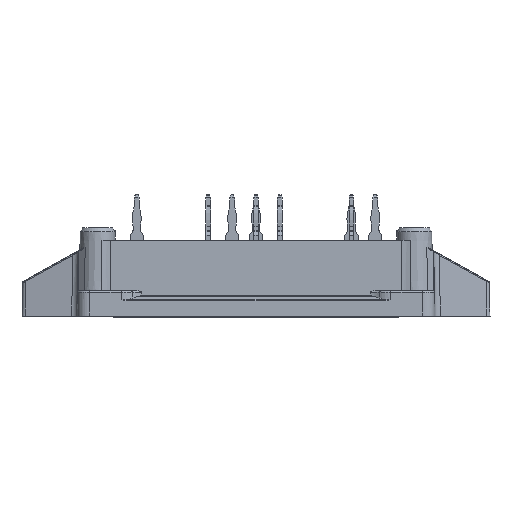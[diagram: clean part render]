
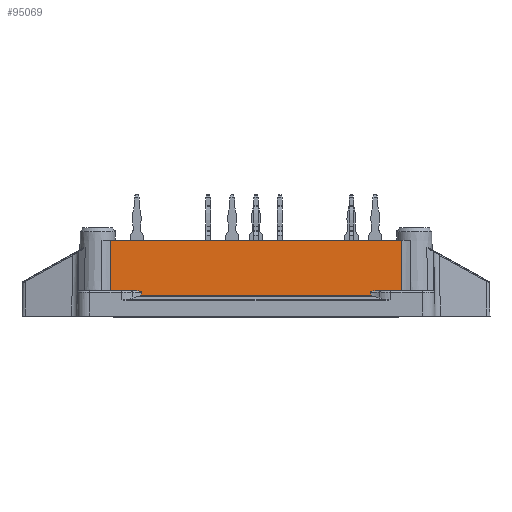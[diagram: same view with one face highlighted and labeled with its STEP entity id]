
A CAD part, front view. The second image highlights one B-rep face of the part: STEP entity #95069.
In plain terms, the highlighted planar face has unit normal (0, -1, 0.018).
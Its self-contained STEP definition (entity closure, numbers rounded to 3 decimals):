
#5002=B_SPLINE_CURVE_WITH_KNOTS('',3,(#131917,#131918,#131919,#131920),
 .UNSPECIFIED.,.F.,.F.,(4,4),(0.001,0.001),
 .UNSPECIFIED.);
#5003=B_SPLINE_CURVE_WITH_KNOTS('',3,(#131925,#131926,#131927,#131928),
 .UNSPECIFIED.,.F.,.F.,(4,4),(0.,0.001),
 .UNSPECIFIED.);
#5004=B_SPLINE_CURVE_WITH_KNOTS('',3,(#131930,#131931,#131932,#131933,#131934,
#131935,#131936,#131937),.UNSPECIFIED.,.F.,.F.,(4,1,1,1,1,4),(0.,
0.,0.,0.,0.001,
0.001),.UNSPECIFIED.);
#5005=B_SPLINE_CURVE_WITH_KNOTS('',3,(#131941,#131942,#131943,#131944),
 .UNSPECIFIED.,.F.,.F.,(4,4),(0.,0.007),.UNSPECIFIED.);
#5006=B_SPLINE_CURVE_WITH_KNOTS('',3,(#131945,#131946,#131947,#131948),
 .UNSPECIFIED.,.F.,.F.,(4,4),(0.,0.007),
 .UNSPECIFIED.);
#5007=B_SPLINE_CURVE_WITH_KNOTS('',3,(#131952,#131953,#131954,#131955,#131956,
#131957,#131958),.UNSPECIFIED.,.F.,.F.,(4,1,1,1,4),(0.,0.,
0.001,0.001,0.001),
 .UNSPECIFIED.);
#7610=ORIENTED_EDGE('',*,*,#27705,.F.);
#7611=ORIENTED_EDGE('',*,*,#27706,.T.);
#7612=ORIENTED_EDGE('',*,*,#27707,.F.);
#7613=ORIENTED_EDGE('',*,*,#27708,.T.);
#7614=ORIENTED_EDGE('',*,*,#27709,.T.);
#7615=ORIENTED_EDGE('',*,*,#27710,.T.);
#7616=ORIENTED_EDGE('',*,*,#26110,.F.);
#7617=ORIENTED_EDGE('',*,*,#27711,.T.);
#7618=ORIENTED_EDGE('',*,*,#27712,.F.);
#7619=ORIENTED_EDGE('',*,*,#27713,.T.);
#26110=EDGE_CURVE('',#36218,#36219,#42266,.T.);
#27705=EDGE_CURVE('',#37716,#37717,#5002,.T.);
#27706=EDGE_CURVE('',#37716,#37718,#43014,.T.);
#27707=EDGE_CURVE('',#37719,#37718,#5003,.T.);
#27708=EDGE_CURVE('',#37719,#37720,#5004,.T.);
#27709=EDGE_CURVE('',#37720,#37721,#43015,.T.);
#27710=EDGE_CURVE('',#37721,#36219,#5005,.T.);
#27711=EDGE_CURVE('',#36218,#37722,#5006,.T.);
#27712=EDGE_CURVE('',#37723,#37722,#43016,.T.);
#27713=EDGE_CURVE('',#37723,#37717,#5007,.T.);
#36218=VERTEX_POINT('',#128117);
#36219=VERTEX_POINT('',#128119);
#37716=VERTEX_POINT('',#131921);
#37717=VERTEX_POINT('',#131922);
#37718=VERTEX_POINT('',#131924);
#37719=VERTEX_POINT('',#131929);
#37720=VERTEX_POINT('',#131938);
#37721=VERTEX_POINT('',#131940);
#37722=VERTEX_POINT('',#131949);
#37723=VERTEX_POINT('',#131951);
#42266=LINE('',#128118,#48946);
#43014=LINE('',#131923,#49694);
#43015=LINE('',#131939,#49695);
#43016=LINE('',#131950,#49696);
#48946=VECTOR('',#106837,1000.);
#49694=VECTOR('',#109241,1000.);
#49695=VECTOR('',#109242,1000.);
#49696=VECTOR('',#109243,1000.);
#55711=EDGE_LOOP('',(#7610,#7611,#7612,#7613,#7614,#7615,#7616,#7617,#7618,
#7619));
#60061=FACE_BOUND('',#55711,.T.);
#64190=PLANE('',#100100);
#95069=ADVANCED_FACE('',(#60061),#64190,.T.);
#100100=AXIS2_PLACEMENT_3D('',#131916,#109239,#109240);
#106837=DIRECTION('',(1.,0.,0.));
#109239=DIRECTION('',(0.,-1.,0.017));
#109240=DIRECTION('',(0.,-0.017,-1.));
#109241=DIRECTION('',(1.,0.,0.));
#109242=DIRECTION('',(1.,0.,0.));
#109243=DIRECTION('',(-1.,0.,0.));
#128117=CARTESIAN_POINT('',(-19.525,-27.653,10.2));
#128118=CARTESIAN_POINT('',(-26.5,-27.653,10.2));
#128119=CARTESIAN_POINT('',(19.525,-27.653,10.2));
#131916=CARTESIAN_POINT('',(-26.5,-27.78,2.9));
#131917=CARTESIAN_POINT('',(-15.378,-27.781,2.822));
#131918=CARTESIAN_POINT('',(-15.379,-27.779,2.949));
#131919=CARTESIAN_POINT('',(-15.379,-27.777,3.076));
#131920=CARTESIAN_POINT('',(-15.379,-27.775,3.203));
#131921=CARTESIAN_POINT('',(-15.378,-27.781,2.822));
#131922=CARTESIAN_POINT('',(-15.379,-27.775,3.203));
#131923=CARTESIAN_POINT('',(-26.5,-27.781,2.822));
#131924=CARTESIAN_POINT('',(15.378,-27.781,2.822));
#131925=CARTESIAN_POINT('',(15.379,-27.775,3.203));
#131926=CARTESIAN_POINT('',(15.379,-27.777,3.076));
#131927=CARTESIAN_POINT('',(15.379,-27.779,2.949));
#131928=CARTESIAN_POINT('',(15.378,-27.781,2.822));
#131929=CARTESIAN_POINT('',(15.379,-27.775,3.203));
#131930=CARTESIAN_POINT('',(15.379,-27.775,3.203));
#131931=CARTESIAN_POINT('',(15.379,-27.774,3.235));
#131932=CARTESIAN_POINT('',(15.441,-27.773,3.274));
#131933=CARTESIAN_POINT('',(15.55,-27.773,3.32));
#131934=CARTESIAN_POINT('',(15.702,-27.772,3.361));
#131935=CARTESIAN_POINT('',(15.882,-27.771,3.392));
#131936=CARTESIAN_POINT('',(16.005,-27.771,3.4));
#131937=CARTESIAN_POINT('',(16.067,-27.771,3.4));
#131938=CARTESIAN_POINT('',(16.067,-27.771,3.4));
#131939=CARTESIAN_POINT('',(-26.5,-27.771,3.4));
#131940=CARTESIAN_POINT('',(19.511,-27.771,3.4));
#131941=CARTESIAN_POINT('',(19.511,-27.771,3.4));
#131942=CARTESIAN_POINT('',(19.516,-27.732,5.667));
#131943=CARTESIAN_POINT('',(19.521,-27.692,7.933));
#131944=CARTESIAN_POINT('',(19.525,-27.653,10.2));
#131945=CARTESIAN_POINT('',(-19.525,-27.653,10.2));
#131946=CARTESIAN_POINT('',(-19.521,-27.692,7.933));
#131947=CARTESIAN_POINT('',(-19.516,-27.732,5.667));
#131948=CARTESIAN_POINT('',(-19.511,-27.771,3.4));
#131949=CARTESIAN_POINT('',(-19.511,-27.771,3.4));
#131950=CARTESIAN_POINT('',(-26.5,-27.771,3.4));
#131951=CARTESIAN_POINT('',(-16.067,-27.771,3.4));
#131952=CARTESIAN_POINT('',(-16.067,-27.771,3.4));
#131953=CARTESIAN_POINT('',(-15.944,-27.771,3.4));
#131954=CARTESIAN_POINT('',(-15.762,-27.772,3.377));
#131955=CARTESIAN_POINT('',(-15.549,-27.773,3.32));
#131956=CARTESIAN_POINT('',(-15.44,-27.773,3.273));
#131957=CARTESIAN_POINT('',(-15.379,-27.774,3.235));
#131958=CARTESIAN_POINT('',(-15.379,-27.775,3.203));
